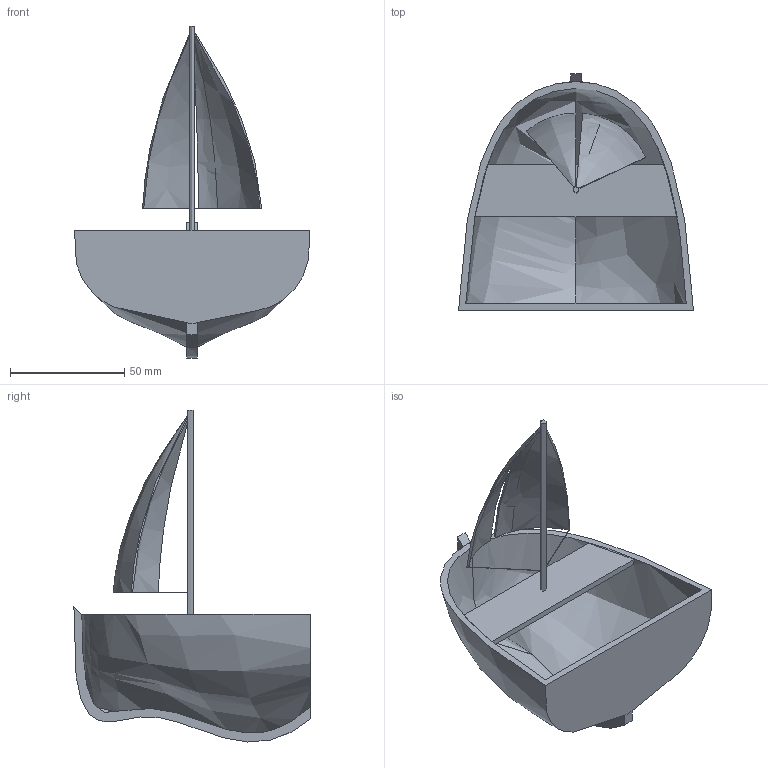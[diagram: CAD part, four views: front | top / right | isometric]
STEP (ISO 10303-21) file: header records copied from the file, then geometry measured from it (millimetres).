
FILE_DESCRIPTION(/* description */ (''),/* implementation_level */ '2;1');
FILE_NAME(/* name */ 'boat.step',/* time_stamp */ '2024-07-15T18:31:06+05:30',/* author */ (''),/* organization */ (''),/* preprocessor_version */ 'ST-DEVELOPER v20',/* originating_system */ 'Autodesk Translation Framework v13.14.0.145',/* authorisation */ '');
FILE_SCHEMA (('AUTOMOTIVE_DESIGN { 1 0 10303 214 3 1 1 }'));
Length unit declared in the file: millimetre
Products named in the file (1): final task 1
Bounding box: 102.94 x 103.51 x 145.46 mm (x, y, z)
Volume: 62059.3 mm3; surface area: 49644.1 mm2
Topology: 3 solids, 3 shells, 51 faces, 129 edges, 78 vertices
Faces by surface type: plane 26, bspline 14, cylinder 7, cone 4
Full cylindrical faces by diameter (mm): 0.1 x3
Entity records: 11600 total; most frequent: CARTESIAN_POINT 10515, ORIENTED_EDGE 248, DIRECTION 149, EDGE_CURVE 124, VERTEX_POINT 78, B_SPLINE_CURVE_WITH_KNOTS 59, EDGE_LOOP 57, AXIS2_PLACEMENT_3D 53
